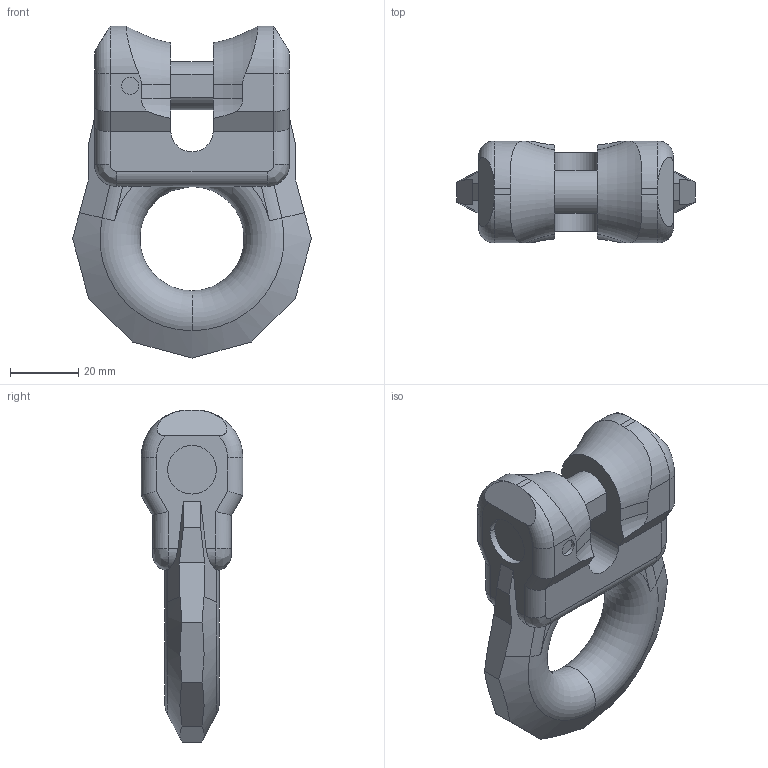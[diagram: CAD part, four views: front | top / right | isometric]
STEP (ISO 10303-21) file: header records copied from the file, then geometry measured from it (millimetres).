
FILE_DESCRIPTION((''),'2;1');
FILE_NAME('001-M34461-P-1','2013-07-02T',('Roland.Jakubetz'),(''),'PRO/ENGINEER BY PARAMETRIC TECHNOLOGY CORPORATION, 2010140','PRO/ENGINEER BY PARAMETRIC TECHNOLOGY CORPORATION, 2010140','');
FILE_SCHEMA(('CONFIG_CONTROL_DESIGN'));
Length unit declared in the file: millimetre
Products named in the file (1): 001-M34461-P-1
Bounding box: 69.88 x 29.8 x 97.19 mm (x, y, z)
Volume: 78261.1 mm3; surface area: 15944.6 mm2
Topology: 1 solids, 1 shells, 320 faces, 891 edges, 587 vertices
Faces by surface type: plane 261, cylinder 41, torus 8, bspline 8, cone 2
Entity records: 10591 total; most frequent: CARTESIAN_POINT 2453, ORIENTED_EDGE 1782, DIRECTION 1510, EDGE_CURVE 891, VECTOR 736, LINE 736, VERTEX_POINT 587, AXIS2_PLACEMENT_3D 387
